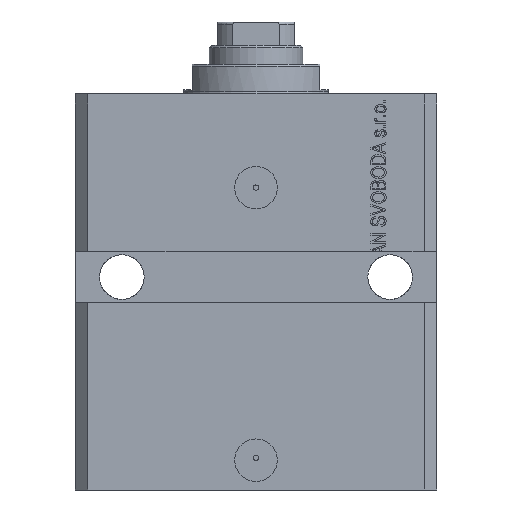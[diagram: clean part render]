
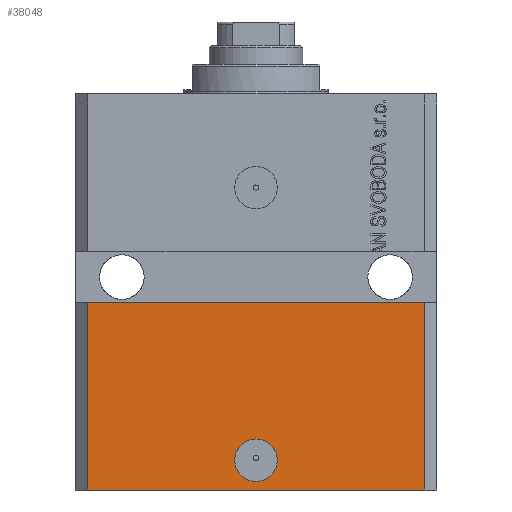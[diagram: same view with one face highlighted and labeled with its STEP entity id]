
A CAD part, front view. The second image highlights one B-rep face of the part: STEP entity #38048.
In plain terms, the highlighted planar face has unit normal (0, -1, 0).
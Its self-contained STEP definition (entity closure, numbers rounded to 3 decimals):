
#1027 = ORIENTED_EDGE ( 'NONE', *, *, #24901, .F. ) ;
#1801 = AXIS2_PLACEMENT_3D ( 'NONE', #5003, #35966, #4538 ) ;
#1939 = DIRECTION ( 'NONE',  ( 0., 0., 1. ) ) ;
#2107 = EDGE_CURVE ( 'NONE', #10282, #2171, #22804, .T. ) ;
#2171 = VERTEX_POINT ( 'NONE', #5827 ) ;
#2527 = DIRECTION ( 'NONE',  ( 0., 0., -1. ) ) ;
#4463 = ORIENTED_EDGE ( 'NONE', *, *, #2107, .T. ) ;
#4538 = DIRECTION ( 'NONE',  ( 1., 0., 0. ) ) ;
#4937 = EDGE_CURVE ( 'NONE', #8341, #15655, #32977, .T. ) ;
#5003 = CARTESIAN_POINT ( 'NONE',  ( 0., -31.5, -86. ) ) ;
#5054 = DIRECTION ( 'NONE',  ( 0., 0., 1. ) ) ;
#5827 = CARTESIAN_POINT ( 'NONE',  ( 39.5, -31.5, -49. ) ) ;
#6869 = PLANE ( 'NONE',  #19257 ) ;
#8341 = VERTEX_POINT ( 'NONE', #28185 ) ;
#9857 = CARTESIAN_POINT ( 'NONE',  ( -39.5, -31.5, -93. ) ) ;
#10282 = VERTEX_POINT ( 'NONE', #12538 ) ;
#11310 = ORIENTED_EDGE ( 'NONE', *, *, #18081, .F. ) ;
#12538 = CARTESIAN_POINT ( 'NONE',  ( 39.5, -31.5, -93. ) ) ;
#12651 = CARTESIAN_POINT ( 'NONE',  ( 0., -31.5, -86. ) ) ;
#13296 = FACE_OUTER_BOUND ( 'NONE', #19279, .T. ) ;
#13461 = CARTESIAN_POINT ( 'NONE',  ( -39.5, -31.5, -93. ) ) ;
#15398 = AXIS2_PLACEMENT_3D ( 'NONE', #12651, #26639, #16316 ) ;
#15655 = VERTEX_POINT ( 'NONE', #44203 ) ;
#16316 = DIRECTION ( 'NONE',  ( 1., 0., 0. ) ) ;
#18081 = EDGE_CURVE ( 'NONE', #27801, #2171, #33629, .T. ) ;
#18886 = ORIENTED_EDGE ( 'NONE', *, *, #26914, .T. ) ;
#19257 = AXIS2_PLACEMENT_3D ( 'NONE', #40844, #41062, #2527 ) ;
#19279 = EDGE_LOOP ( 'NONE', ( #11310, #1027, #18886, #4463 ) ) ;
#19414 = DIRECTION ( 'NONE',  ( 1., 0., 0. ) ) ;
#19621 = ORIENTED_EDGE ( 'NONE', *, *, #4937, .F. ) ;
#20087 = CARTESIAN_POINT ( 'NONE',  ( -42.5, -31.5, -49. ) ) ;
#20954 = VECTOR ( 'NONE', #19414, 1000. ) ;
#20974 = EDGE_LOOP ( 'NONE', ( #42381, #19621 ) ) ;
#21561 = CIRCLE ( 'NONE', #1801, 5. ) ;
#22804 = LINE ( 'NONE', #43919, #23393 ) ;
#23393 = VECTOR ( 'NONE', #1939, 1000. ) ;
#24371 = CARTESIAN_POINT ( 'NONE',  ( -39.5, -31.5, -49. ) ) ;
#24901 = EDGE_CURVE ( 'NONE', #38030, #27801, #25921, .T. ) ;
#25921 = LINE ( 'NONE', #36922, #40965 ) ;
#26639 = DIRECTION ( 'NONE',  ( 0., -1., 0. ) ) ;
#26914 = EDGE_CURVE ( 'NONE', #38030, #10282, #44442, .T. ) ;
#27071 = FACE_BOUND ( 'NONE', #20974, .T. ) ;
#27461 = DIRECTION ( 'NONE',  ( 1., 0., 0. ) ) ;
#27801 = VERTEX_POINT ( 'NONE', #24371 ) ;
#28185 = CARTESIAN_POINT ( 'NONE',  ( -5., -31.5, -86. ) ) ;
#32977 = CIRCLE ( 'NONE', #15398, 5. ) ;
#33629 = LINE ( 'NONE', #20087, #20954 ) ;
#35966 = DIRECTION ( 'NONE',  ( 0., -1., 0. ) ) ;
#36922 = CARTESIAN_POINT ( 'NONE',  ( -39.5, -31.5, -93. ) ) ;
#38030 = VERTEX_POINT ( 'NONE', #9857 ) ;
#38048 = ADVANCED_FACE ( 'NONE', ( #27071, #13296 ), #6869, .T. ) ;
#40844 = CARTESIAN_POINT ( 'NONE',  ( -39.5, -31.5, -93. ) ) ;
#40965 = VECTOR ( 'NONE', #5054, 1000. ) ;
#41062 = DIRECTION ( 'NONE',  ( 0., -1., 0. ) ) ;
#42381 = ORIENTED_EDGE ( 'NONE', *, *, #42698, .F. ) ;
#42698 = EDGE_CURVE ( 'NONE', #15655, #8341, #21561, .T. ) ;
#43078 = VECTOR ( 'NONE', #27461, 1000. ) ;
#43919 = CARTESIAN_POINT ( 'NONE',  ( 39.5, -31.5, -93. ) ) ;
#44203 = CARTESIAN_POINT ( 'NONE',  ( 5., -31.5, -86. ) ) ;
#44442 = LINE ( 'NONE', #13461, #43078 ) ;
